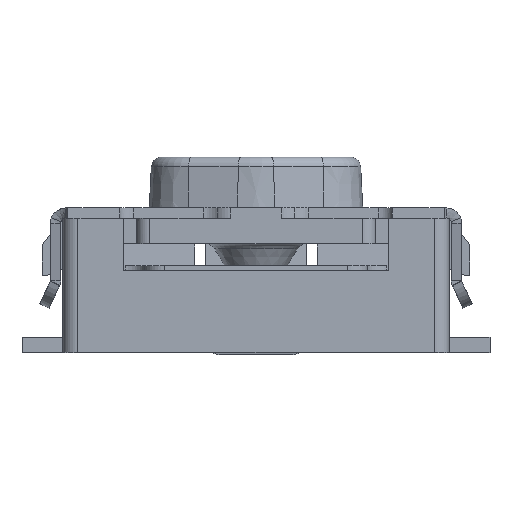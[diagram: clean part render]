
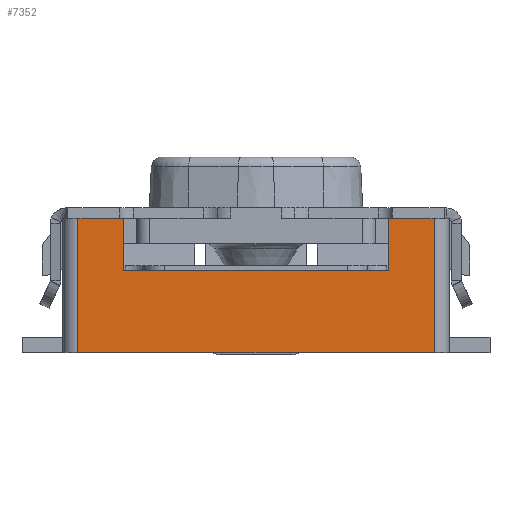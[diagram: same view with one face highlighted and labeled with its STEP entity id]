
A CAD part, top view. The second image highlights one B-rep face of the part: STEP entity #7352.
In plain terms, the highlighted planar face has unit normal (0, 0, 1).
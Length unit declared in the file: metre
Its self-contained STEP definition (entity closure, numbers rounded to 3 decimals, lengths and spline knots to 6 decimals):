
#287=PLANE('',#7908);
#1031=FACE_OUTER_BOUND('',#1420,.T.);
#1420=EDGE_LOOP('',(#6871,#6872,#6873,#6874,#6875,#6876,#6877,#6878));
#1665=LINE('',#10576,#2485);
#1966=LINE('',#12262,#2786);
#2055=LINE('',#12444,#2875);
#2135=LINE('',#12809,#2955);
#2244=LINE('',#13196,#3064);
#2284=LINE('',#13405,#3104);
#2295=LINE('',#13437,#3115);
#2299=LINE('',#13445,#3119);
#2485=VECTOR('',#8305,1.);
#2786=VECTOR('',#8914,1.);
#2875=VECTOR('',#9063,1.);
#2955=VECTOR('',#9251,1.);
#3064=VECTOR('',#9548,1.);
#3104=VECTOR('',#9686,1.);
#3115=VECTOR('',#9737,1.);
#3119=VECTOR('',#9749,1.);
#3345=VERTEX_POINT('',#10573);
#3346=VERTEX_POINT('',#10575);
#3633=VERTEX_POINT('',#12258);
#3635=VERTEX_POINT('',#12261);
#3697=VERTEX_POINT('',#12441);
#3742=VERTEX_POINT('',#12808);
#3794=VERTEX_POINT('',#13194);
#3810=VERTEX_POINT('',#13403);
#4054=EDGE_CURVE('',#3346,#3345,#1665,.T.);
#4444=EDGE_CURVE('',#3633,#3635,#1966,.T.);
#4547=EDGE_CURVE('',#3697,#3345,#2055,.T.);
#4645=EDGE_CURVE('',#3635,#3742,#2135,.T.);
#4787=EDGE_CURVE('',#3794,#3633,#2244,.T.);
#4838=EDGE_CURVE('',#3810,#3697,#2284,.T.);
#4853=EDGE_CURVE('',#3810,#3742,#2295,.T.);
#4857=EDGE_CURVE('',#3794,#3346,#2299,.T.);
#6871=ORIENTED_EDGE('',*,*,#4838,.F.);
#6872=ORIENTED_EDGE('',*,*,#4853,.T.);
#6873=ORIENTED_EDGE('',*,*,#4645,.F.);
#6874=ORIENTED_EDGE('',*,*,#4444,.F.);
#6875=ORIENTED_EDGE('',*,*,#4787,.F.);
#6876=ORIENTED_EDGE('',*,*,#4857,.T.);
#6877=ORIENTED_EDGE('',*,*,#4054,.T.);
#6878=ORIENTED_EDGE('',*,*,#4547,.F.);
#7352=ADVANCED_FACE('',(#1031),#287,.T.);
#7908=AXIS2_PLACEMENT_3D('',#13470,#9793,#9794);
#8305=DIRECTION('',(1.,0.,0.));
#8914=DIRECTION('',(0.,-1.,0.));
#9063=DIRECTION('',(0.,-1.,0.));
#9251=DIRECTION('',(1.,0.,0.));
#9548=DIRECTION('',(1.,0.,0.));
#9686=DIRECTION('',(1.,0.,0.));
#9737=DIRECTION('',(0.,-1.,0.));
#9749=DIRECTION('',(0.,-1.,0.));
#9793=DIRECTION('center_axis',(0.,0.,1.));
#9794=DIRECTION('ref_axis',(1.,0.,0.));
#10573=CARTESIAN_POINT('',(0.00175,0.,0.0014));
#10575=CARTESIAN_POINT('',(-0.00175,0.,0.0014));
#10576=CARTESIAN_POINT('',(-0.00175,0.,0.0014));
#12258=CARTESIAN_POINT('',(-0.0013,0.00132,0.0014));
#12261=CARTESIAN_POINT('',(-0.0013,0.0008,0.0014));
#12262=CARTESIAN_POINT('',(-0.0013,0.00132,0.0014));
#12441=CARTESIAN_POINT('',(0.00175,0.00132,0.0014));
#12444=CARTESIAN_POINT('',(0.00175,0.00132,0.0014));
#12808=CARTESIAN_POINT('',(0.0013,0.0008,0.0014));
#12809=CARTESIAN_POINT('',(-0.0013,0.0008,0.0014));
#13194=CARTESIAN_POINT('',(-0.00175,0.00132,0.0014));
#13196=CARTESIAN_POINT('',(-0.00175,0.00132,0.0014));
#13403=CARTESIAN_POINT('',(0.0013,0.00132,0.0014));
#13405=CARTESIAN_POINT('',(0.0013,0.00132,0.0014));
#13437=CARTESIAN_POINT('',(0.0013,0.00132,0.0014));
#13445=CARTESIAN_POINT('',(-0.00175,0.00132,0.0014));
#13470=CARTESIAN_POINT('Origin',(-0.0019,0.,0.0014));
